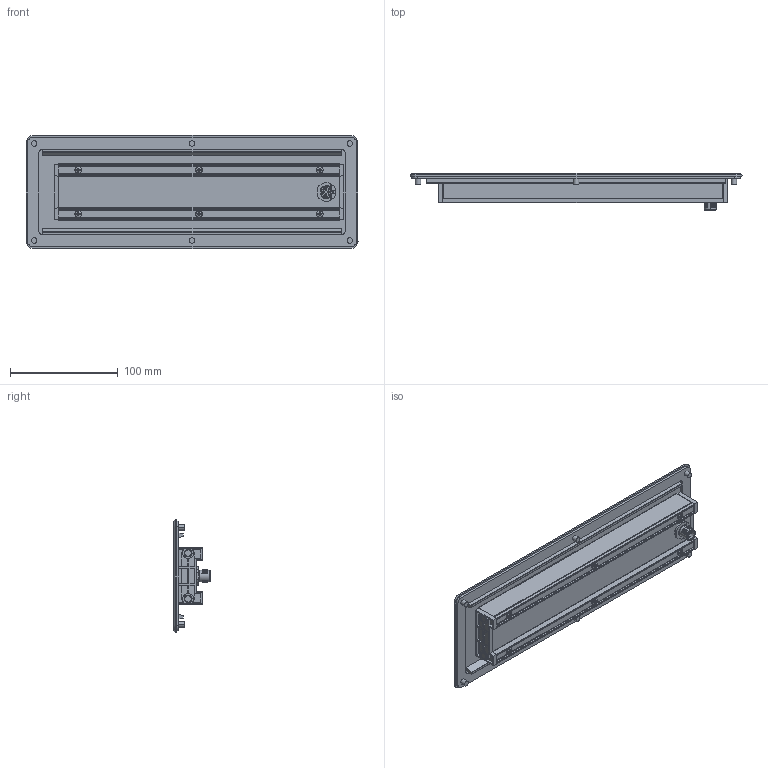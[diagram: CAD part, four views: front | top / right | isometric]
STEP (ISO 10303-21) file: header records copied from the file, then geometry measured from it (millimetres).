
FILE_DESCRIPTION (( 'STEP AP203' ), '1' );
FILE_NAME ('9_LF3D-F2B[1][2]B1_rev0.0.STEP', '2021-03-25T04:39:58', ( '' ), ( '' ), 'SwSTEP 2.0', 'SolidWorks 2019', '' );
FILE_SCHEMA (( 'CONFIG_CONTROL_DESIGN' ));
Length unit declared in the file: millimetre
Products named in the file (5): LF3D-F-SIDE_CV-B_蹬怮椔; LF3D-S-M12CONNECTOR-1_蹬怮椔; HSCS-M5x10_蹬怮椔; 9_LF3D-F2B[1][2]B1_rev0.0; LF3D-F2-BODY-B1_蹬怮椔
Assembly tree (10 placements, depth 2):
  9_LF3D-F2B[1][2]B1_rev0.0
    LF3D-F2-BODY-B1_蹬怮椔
    LF3D-F-SIDE_CV-B_蹬怮椔  x2
    LF3D-S-M12CONNECTOR-1_蹬怮椔
    HSCS-M5x10_蹬怮椔  x6
Bounding box: 308 x 34.5 x 105 mm (x, y, z)
Volume: 384996 mm3; surface area: 104439.5 mm2
Topology: 10 solids, 10 shells, 1055 faces, 2733 edges, 1737 vertices
Faces by surface type: plane 579, cylinder 275, bspline 107, cone 82, sphere 12
Entity records: 33482 total; most frequent: CARTESIAN_POINT 10815, ORIENTED_EDGE 4738, DIRECTION 4404, EDGE_CURVE 2369, VERTEX_POINT 1517, AXIS2_PLACEMENT_3D 1476, VECTOR 1452, LINE 1452
